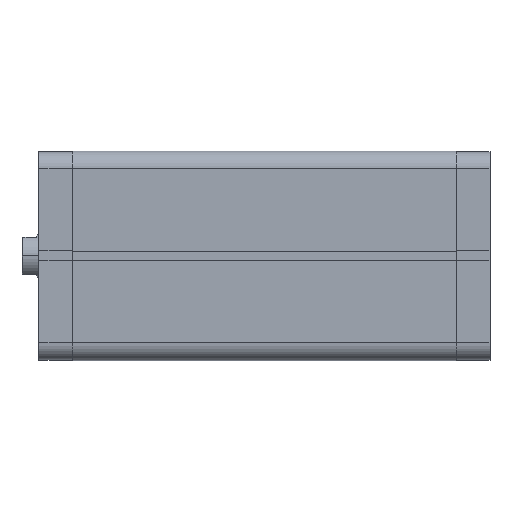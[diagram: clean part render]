
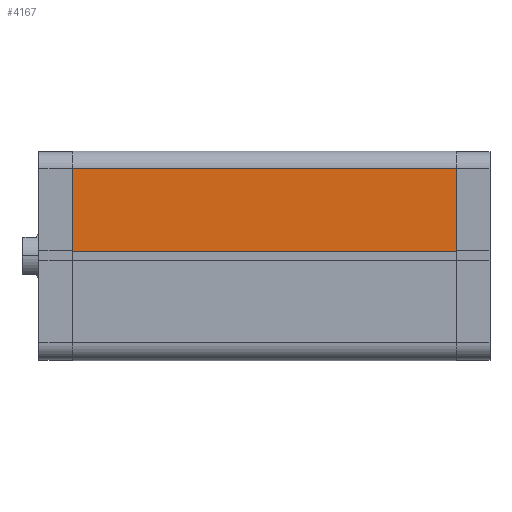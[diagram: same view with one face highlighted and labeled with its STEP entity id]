
A CAD part, top view. The second image highlights one B-rep face of the part: STEP entity #4167.
In plain terms, the highlighted face is planar.
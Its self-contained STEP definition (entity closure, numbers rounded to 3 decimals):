
#454 = AXIS2_PLACEMENT_3D ( 'NONE', #2858, #2861, #2862 ) ;
#945 = VERTEX_POINT ( 'NONE', #1436 ) ;
#946 = VERTEX_POINT ( 'NONE', #1444 ) ;
#1436 = CARTESIAN_POINT ( 'NONE',  ( -2.6, 62., 0. ) ) ;
#1444 = CARTESIAN_POINT ( 'NONE',  ( -2.6, 62., -227.5 ) ) ;
#1852 = CARTESIAN_POINT ( 'NONE',  ( -51.5, 62., -227.5 ) ) ;
#1856 = DIRECTION ( 'NONE',  ( -1., 0., 0. ) ) ;
#1863 = CARTESIAN_POINT ( 'NONE',  ( -51.5, 62., -227.5 ) ) ;
#1867 = DIRECTION ( 'NONE',  ( 0., 0., 1. ) ) ;
#1870 = CARTESIAN_POINT ( 'NONE',  ( -2.6, 62., -227.5 ) ) ;
#1875 = DIRECTION ( 'NONE',  ( 0., 0., 1. ) ) ;
#1876 = CARTESIAN_POINT ( 'NONE',  ( -51.5, 62., 0. ) ) ;
#1877 = DIRECTION ( 'NONE',  ( -1., 0., 0. ) ) ;
#2858 = CARTESIAN_POINT ( 'NONE',  ( -51.5, 62., -227.5 ) ) ;
#2859 = PLANE ( 'NONE',  #454 ) ;
#2861 = DIRECTION ( 'NONE',  ( 0., 1., 0. ) ) ;
#2862 = DIRECTION ( 'NONE',  ( 0., 0., 1. ) ) ;
#3513 = CARTESIAN_POINT ( 'NONE',  ( -51.5, 62., -227.5 ) ) ;
#3515 = CARTESIAN_POINT ( 'NONE',  ( -51.5, 62., 0. ) ) ;
#3884 = EDGE_CURVE ( 'NONE', #946, #5916, #5326, .T. ) ;
#3889 = EDGE_CURVE ( 'NONE', #5916, #5919, #5340, .T. ) ;
#3893 = EDGE_CURVE ( 'NONE', #946, #945, #5346, .T. ) ;
#3894 = EDGE_CURVE ( 'NONE', #945, #5919, #5354, .T. ) ;
#4167 = ADVANCED_FACE ( 'NONE', ( #4282 ), #2859, .T. ) ;
#4282 = FACE_OUTER_BOUND ( 'NONE', #6087, .T. ) ;
#5326 = LINE ( 'NONE', #1852, #5336 ) ;
#5336 = VECTOR ( 'NONE', #1856, 1000. ) ;
#5340 = LINE ( 'NONE', #1863, #5345 ) ;
#5345 = VECTOR ( 'NONE', #1867, 1000. ) ;
#5346 = LINE ( 'NONE', #1870, #5352 ) ;
#5352 = VECTOR ( 'NONE', #1875, 1000. ) ;
#5354 = LINE ( 'NONE', #1876, #5355 ) ;
#5355 = VECTOR ( 'NONE', #1877, 1000. ) ;
#5916 = VERTEX_POINT ( 'NONE', #3513 ) ;
#5919 = VERTEX_POINT ( 'NONE', #3515 ) ;
#6087 = EDGE_LOOP ( 'NONE', ( #6276, #6275, #6274, #6273 ) ) ;
#6273 = ORIENTED_EDGE ( 'NONE', *, *, #3889, .T. ) ;
#6274 = ORIENTED_EDGE ( 'NONE', *, *, #3884, .T. ) ;
#6275 = ORIENTED_EDGE ( 'NONE', *, *, #3893, .F. ) ;
#6276 = ORIENTED_EDGE ( 'NONE', *, *, #3894, .F. ) ;
